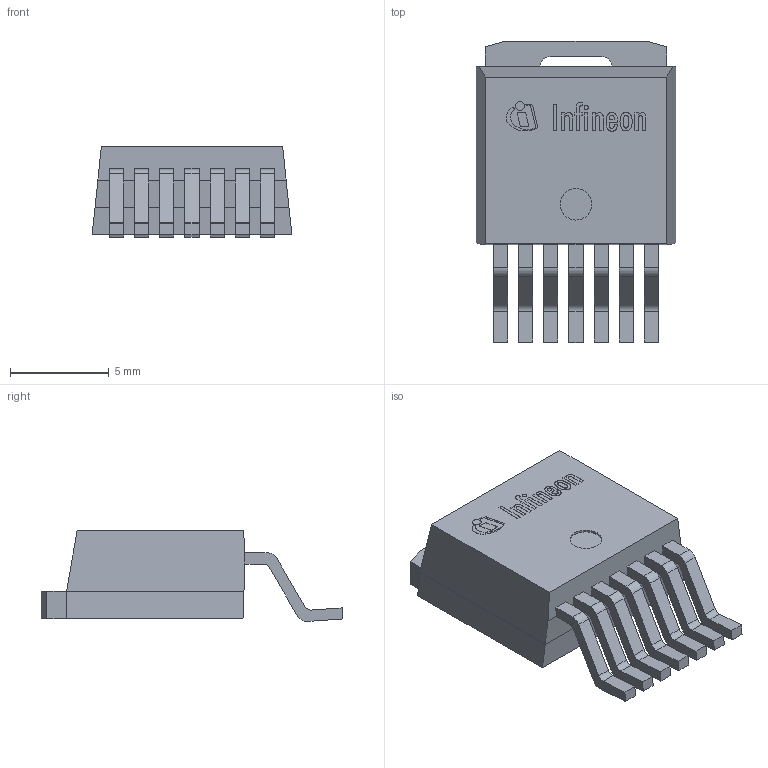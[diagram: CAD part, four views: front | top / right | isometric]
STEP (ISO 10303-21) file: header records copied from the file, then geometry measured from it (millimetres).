
FILE_DESCRIPTION(/* description */ (''),/* implementation_level */ '2;1');
FILE_NAME(/* name */ 'PG-TO263-7-900.stp',/* time_stamp */ '2017-12-13T09:56:36+08:00',/* author */ ('mdsaid'),/* organization */ (''),/* preprocessor_version */ 'ST-DEVELOPER v15.2',/* originating_system */ 'Autodesk Inventor 2014',/* authorisation */ '');
FILE_SCHEMA (('AUTOMOTIVE_DESIGN { 1 0 10303 214 3 1 1 }'));
Length unit declared in the file: millimetre
Products named in the file (6): PG-TO263-7-900_LOWER_MOLD; PG-TO263-7-900_UPPER_MOLD; PG-TO263-7-900_HEATSINK; PG-TO263-7-900_GULLWING; PG-TO263-7-900_LOGO; PG-TO263-7-900
Bounding box: 10.1 x 15.24 x 4.58 mm (x, y, z)
Volume: 408.2 mm3; surface area: 740.4 mm2
Topology: 23 solids, 23 shells, 363 faces, 948 edges, 632 vertices
Faces by surface type: plane 193, cylinder 170
Full cylindrical faces by diameter (mm): 0.216 x1, 0.449 x1, 1.6 x1
Entity records: 8667 total; most frequent: DIRECTION 1583, CARTESIAN_POINT 1477, ORIENTED_EDGE 1422, EDGE_CURVE 711, AXIS2_PLACEMENT_3D 582, VERTEX_POINT 476, LINE 419, VECTOR 419
